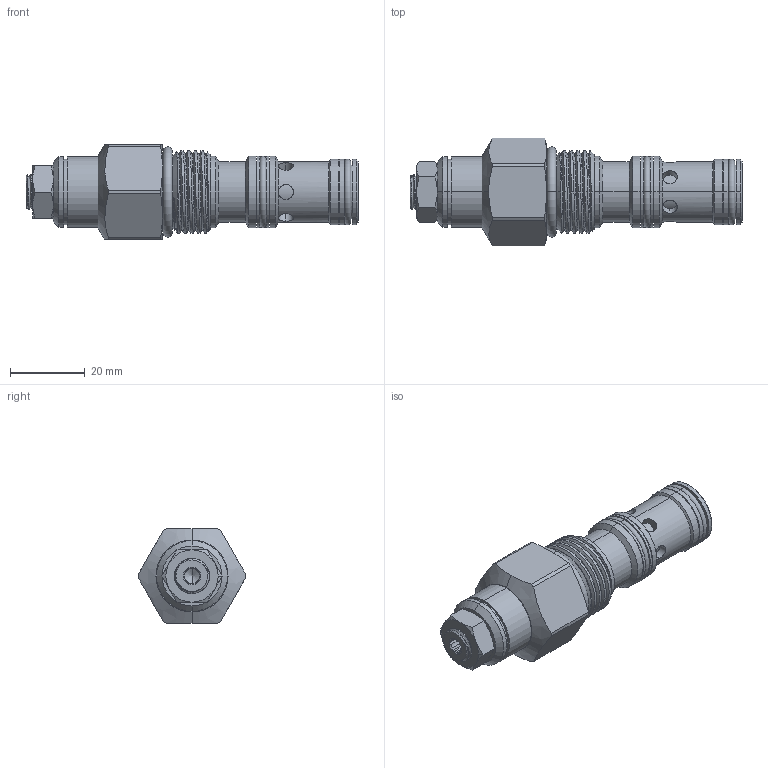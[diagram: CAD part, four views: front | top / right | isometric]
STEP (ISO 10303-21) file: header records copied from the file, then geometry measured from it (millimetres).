
FILE_DESCRIPTION (( 'STEP AP203' ), '1' );
FILE_NAME ('CB10WB3C-L.STEP', '2020-04-08T06:29:25', ( '' ), ( '' ), 'SwSTEP 2.0', 'SolidWorks 2018', '' );
FILE_SCHEMA (( 'CONFIG_CONTROL_DESIGN' ));
Length unit declared in the file: millimetre
Products named in the file (1): CB10WB3C-L
Bounding box: 88.85 x 28.8 x 25.4 mm (x, y, z)
Volume: 26779.6 mm3; surface area: 8689.4 mm2
Topology: 1 solids, 1 shells, 195 faces, 463 edges, 288 vertices
Faces by surface type: cylinder 89, plane 50, cone 46, torus 6, bspline 4
Entity records: 12214 total; most frequent: CARTESIAN_POINT 7803, ORIENTED_EDGE 922, DIRECTION 875, EDGE_CURVE 461, AXIS2_PLACEMENT_3D 363, VERTEX_POINT 288, EDGE_LOOP 215, FACE_OUTER_BOUND 195
